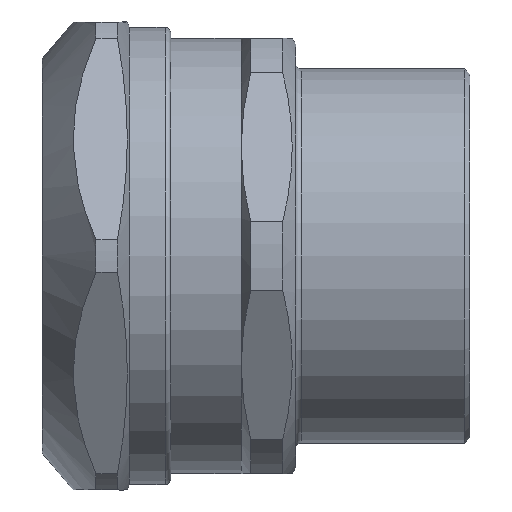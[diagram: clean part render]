
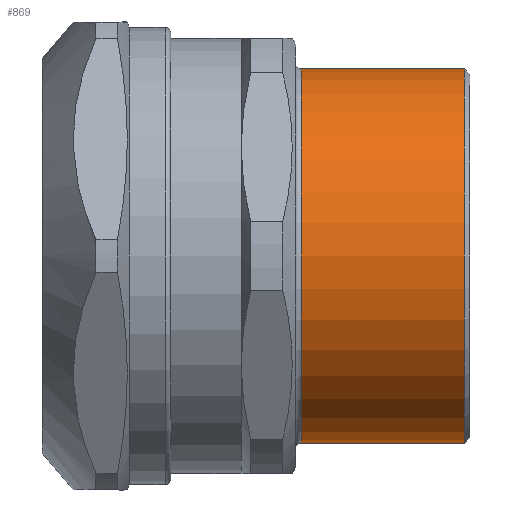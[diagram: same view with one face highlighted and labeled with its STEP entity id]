
A CAD part, left-side view. The second image highlights one B-rep face of the part: STEP entity #869.
In plain terms, the highlighted cylindrical face has radius 17.2 mm (diameter 34.4 mm), a full revolution.
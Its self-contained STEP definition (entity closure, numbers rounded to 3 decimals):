
#115=LINE('',#1470,#149);
#149=VECTOR('',#1157,17.2);
#174=CYLINDRICAL_SURFACE('',#965,17.2);
#258=FACE_OUTER_BOUND('',#309,.T.);
#309=EDGE_LOOP('',(#691,#692,#693,#694,#695));
#363=CIRCLE('',#964,17.2);
#364=CIRCLE('',#966,17.2);
#365=CIRCLE('',#967,17.2);
#431=VERTEX_POINT('',#1462);
#432=VERTEX_POINT('',#1466);
#433=VERTEX_POINT('',#1467);
#528=EDGE_CURVE('',#431,#431,#363,.T.);
#530=EDGE_CURVE('',#432,#433,#364,.T.);
#531=EDGE_CURVE('',#433,#432,#365,.T.);
#532=EDGE_CURVE('',#433,#431,#115,.T.);
#691=ORIENTED_EDGE('',*,*,#530,.F.);
#692=ORIENTED_EDGE('',*,*,#531,.F.);
#693=ORIENTED_EDGE('',*,*,#532,.T.);
#694=ORIENTED_EDGE('',*,*,#528,.T.);
#695=ORIENTED_EDGE('',*,*,#532,.F.);
#869=ADVANCED_FACE('',(#258),#174,.T.);
#964=AXIS2_PLACEMENT_3D('',#1463,#1148,#1149);
#965=AXIS2_PLACEMENT_3D('',#1465,#1151,#1152);
#966=AXIS2_PLACEMENT_3D('',#1468,#1153,#1154);
#967=AXIS2_PLACEMENT_3D('',#1469,#1155,#1156);
#1148=DIRECTION('center_axis',(0.,1.,0.));
#1149=DIRECTION('ref_axis',(-1.,0.,0.));
#1151=DIRECTION('center_axis',(0.,1.,0.));
#1152=DIRECTION('ref_axis',(-1.,0.,0.));
#1153=DIRECTION('center_axis',(0.,1.,0.));
#1154=DIRECTION('ref_axis',(-1.,0.,0.));
#1155=DIRECTION('center_axis',(0.,1.,0.));
#1156=DIRECTION('ref_axis',(-1.,0.,0.));
#1157=DIRECTION('',(0.,-1.,0.));
#1462=CARTESIAN_POINT('',(215.609,26.263,177.166));
#1463=CARTESIAN_POINT('Origin',(198.409,26.263,177.166));
#1465=CARTESIAN_POINT('Origin',(198.409,33.763,177.166));
#1466=CARTESIAN_POINT('',(198.409,41.263,159.966));
#1467=CARTESIAN_POINT('',(215.609,41.263,177.166));
#1468=CARTESIAN_POINT('Origin',(198.409,41.263,177.166));
#1469=CARTESIAN_POINT('Origin',(198.409,41.263,177.166));
#1470=CARTESIAN_POINT('',(215.609,33.763,177.166));
